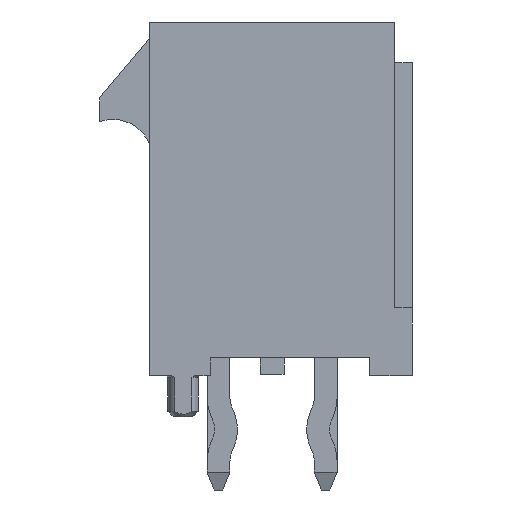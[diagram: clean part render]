
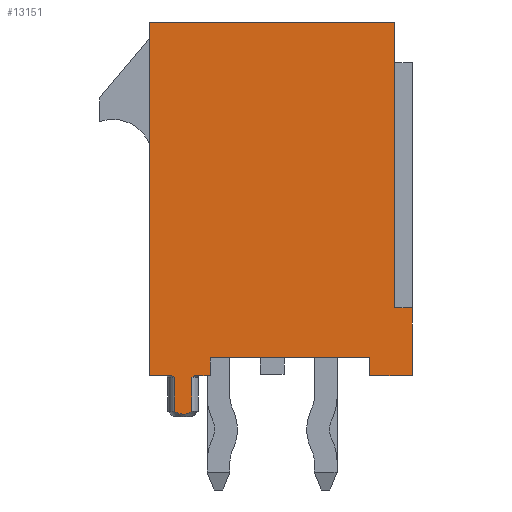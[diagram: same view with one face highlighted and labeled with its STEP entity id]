
A CAD part, front view. The second image highlights one B-rep face of the part: STEP entity #13151.
In plain terms, the highlighted planar face has unit normal (0, -1, 0).
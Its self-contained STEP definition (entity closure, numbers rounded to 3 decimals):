
#165=B_SPLINE_CURVE_WITH_KNOTS('',3,(#20058,#20059,#20060,#20061,#20062),
 .UNSPECIFIED.,.F.,.F.,(4,1,4),(0.,0.,0.001),
 .UNSPECIFIED.);
#166=B_SPLINE_CURVE_WITH_KNOTS('',3,(#20066,#20067,#20068,#20069),
 .UNSPECIFIED.,.F.,.F.,(4,4),(0.,0.),.UNSPECIFIED.);
#167=B_SPLINE_CURVE_WITH_KNOTS('',3,(#20076,#20077,#20078,#20079),
 .UNSPECIFIED.,.F.,.F.,(4,4),(0.,0.),.UNSPECIFIED.);
#2145=ORIENTED_EDGE('',*,*,#5410,.F.);
#2146=ORIENTED_EDGE('',*,*,#5411,.T.);
#2147=ORIENTED_EDGE('',*,*,#5412,.T.);
#2148=ORIENTED_EDGE('',*,*,#5413,.T.);
#2149=ORIENTED_EDGE('',*,*,#5035,.F.);
#2150=ORIENTED_EDGE('',*,*,#5414,.T.);
#2151=ORIENTED_EDGE('',*,*,#5312,.T.);
#2152=ORIENTED_EDGE('',*,*,#5415,.T.);
#2153=ORIENTED_EDGE('',*,*,#5401,.F.);
#2154=ORIENTED_EDGE('',*,*,#5416,.T.);
#2155=ORIENTED_EDGE('',*,*,#5417,.T.);
#2156=ORIENTED_EDGE('',*,*,#4832,.F.);
#2157=ORIENTED_EDGE('',*,*,#4907,.F.);
#2158=ORIENTED_EDGE('',*,*,#5418,.F.);
#2159=ORIENTED_EDGE('',*,*,#5041,.F.);
#2160=ORIENTED_EDGE('',*,*,#5419,.T.);
#4832=EDGE_CURVE('',#6658,#6659,#8020,.T.);
#4907=EDGE_CURVE('',#6720,#6658,#8095,.T.);
#5035=EDGE_CURVE('',#6847,#6848,#8223,.T.);
#5041=EDGE_CURVE('',#6853,#6854,#8227,.T.);
#5312=EDGE_CURVE('',#6978,#6977,#8498,.T.);
#5401=EDGE_CURVE('',#6991,#6992,#8587,.T.);
#5410=EDGE_CURVE('',#6997,#6998,#8596,.T.);
#5411=EDGE_CURVE('',#6997,#6999,#165,.T.);
#5412=EDGE_CURVE('',#6999,#7000,#8597,.T.);
#5413=EDGE_CURVE('',#7000,#6848,#166,.T.);
#5414=EDGE_CURVE('',#6847,#6978,#8598,.T.);
#5415=EDGE_CURVE('',#6977,#6992,#8599,.T.);
#5416=EDGE_CURVE('',#6991,#7001,#8600,.T.);
#5417=EDGE_CURVE('',#7001,#6659,#8601,.T.);
#5418=EDGE_CURVE('',#6854,#6720,#8602,.T.);
#5419=EDGE_CURVE('',#6853,#6998,#167,.T.);
#6658=VERTEX_POINT('',#18964);
#6659=VERTEX_POINT('',#18966);
#6720=VERTEX_POINT('',#19111);
#6847=VERTEX_POINT('',#19368);
#6848=VERTEX_POINT('',#19369);
#6853=VERTEX_POINT('',#19380);
#6854=VERTEX_POINT('',#19382);
#6977=VERTEX_POINT('',#19874);
#6978=VERTEX_POINT('',#19876);
#6991=VERTEX_POINT('',#20038);
#6992=VERTEX_POINT('',#20040);
#6997=VERTEX_POINT('',#20056);
#6998=VERTEX_POINT('',#20057);
#6999=VERTEX_POINT('',#20063);
#7000=VERTEX_POINT('',#20065);
#7001=VERTEX_POINT('',#20073);
#8020=LINE('',#18965,#9894);
#8095=LINE('',#19112,#9969);
#8223=LINE('',#19367,#10097);
#8227=LINE('',#19381,#10101);
#8498=LINE('',#19875,#10372);
#8587=LINE('',#20039,#10461);
#8596=LINE('',#20055,#10470);
#8597=LINE('',#20064,#10471);
#8598=LINE('',#20070,#10472);
#8599=LINE('',#20071,#10473);
#8600=LINE('',#20072,#10474);
#8601=LINE('',#20074,#10475);
#8602=LINE('',#20075,#10476);
#9894=VECTOR('',#15169,1000.);
#9969=VECTOR('',#15264,1000.);
#10097=VECTOR('',#15394,1000.);
#10101=VECTOR('',#15404,1000.);
#10372=VECTOR('',#15873,1000.);
#10461=VECTOR('',#16084,1000.);
#10470=VECTOR('',#16097,1000.);
#10471=VECTOR('',#16098,1000.);
#10472=VECTOR('',#16099,1000.);
#10473=VECTOR('',#16100,1000.);
#10474=VECTOR('',#16101,1000.);
#10475=VECTOR('',#16102,1000.);
#10476=VECTOR('',#16103,1000.);
#11279=EDGE_LOOP('',(#2145,#2146,#2147,#2148,#2149,#2150,#2151,#2152,#2153,
#2154,#2155,#2156,#2157,#2158,#2159,#2160));
#11935=FACE_BOUND('',#11279,.T.);
#12565=PLANE('',#13796);
#13151=ADVANCED_FACE('',(#11935),#12565,.F.);
#13796=AXIS2_PLACEMENT_3D('',#20054,#16095,#16096);
#15169=DIRECTION('',(0.,0.,-1.));
#15264=DIRECTION('',(1.,0.,0.));
#15394=DIRECTION('',(-1.,0.,0.));
#15404=DIRECTION('',(-1.,0.,0.));
#15873=DIRECTION('',(1.,0.,0.));
#16084=DIRECTION('',(-1.,0.,0.));
#16095=DIRECTION('',(0.,1.,0.));
#16096=DIRECTION('',(0.,0.,1.));
#16097=DIRECTION('',(0.,0.,1.));
#16098=DIRECTION('',(0.,0.,1.));
#16099=DIRECTION('',(0.,0.,1.));
#16100=DIRECTION('',(0.,0.,-1.));
#16101=DIRECTION('',(0.,0.,1.));
#16102=DIRECTION('',(-1.,0.,0.));
#16103=DIRECTION('',(0.,0.,1.));
#18964=CARTESIAN_POINT('',(3.43,-19.85,4.95));
#18965=CARTESIAN_POINT('',(3.43,-19.85,4.95));
#18966=CARTESIAN_POINT('',(3.43,-19.85,-3.05));
#19111=CARTESIAN_POINT('',(-3.43,-19.85,4.95));
#19112=CARTESIAN_POINT('',(-3.43,-19.85,4.95));
#19367=CARTESIAN_POINT('',(3.43,-19.85,-4.95));
#19368=CARTESIAN_POINT('',(-1.73,-19.85,-4.95));
#19369=CARTESIAN_POINT('',(-2.169,-19.85,-4.95));
#19380=CARTESIAN_POINT('',(-2.811,-19.85,-4.95));
#19381=CARTESIAN_POINT('',(3.43,-19.85,-4.95));
#19382=CARTESIAN_POINT('',(-3.43,-19.85,-4.95));
#19874=CARTESIAN_POINT('',(2.73,-19.85,-4.45));
#19875=CARTESIAN_POINT('',(-2.73,-19.85,-4.45));
#19876=CARTESIAN_POINT('',(-1.73,-19.85,-4.45));
#20038=CARTESIAN_POINT('',(3.93,-19.85,-4.95));
#20039=CARTESIAN_POINT('',(3.43,-19.85,-4.95));
#20040=CARTESIAN_POINT('',(2.73,-19.85,-4.95));
#20054=CARTESIAN_POINT('',(0.,-19.85,0.));
#20055=CARTESIAN_POINT('',(-2.731,-19.85,-6.1));
#20056=CARTESIAN_POINT('',(-2.731,-19.85,-5.95));
#20057=CARTESIAN_POINT('',(-2.731,-19.85,-5.));
#20058=CARTESIAN_POINT('',(-2.731,-19.85,-5.95));
#20059=CARTESIAN_POINT('',(-2.657,-19.85,-5.992));
#20060=CARTESIAN_POINT('',(-2.491,-19.85,-6.058));
#20061=CARTESIAN_POINT('',(-2.323,-19.85,-5.992));
#20062=CARTESIAN_POINT('',(-2.249,-19.85,-5.95));
#20063=CARTESIAN_POINT('',(-2.249,-19.85,-5.95));
#20064=CARTESIAN_POINT('',(-2.249,-19.85,-6.1));
#20065=CARTESIAN_POINT('',(-2.249,-19.85,-5.));
#20066=CARTESIAN_POINT('',(-2.249,-19.85,-5.));
#20067=CARTESIAN_POINT('',(-2.222,-19.85,-4.984));
#20068=CARTESIAN_POINT('',(-2.195,-19.85,-4.968));
#20069=CARTESIAN_POINT('',(-2.169,-19.85,-4.95));
#20070=CARTESIAN_POINT('',(-1.73,-19.85,-4.95));
#20071=CARTESIAN_POINT('',(2.73,-19.85,-4.45));
#20072=CARTESIAN_POINT('',(3.93,-19.85,-4.95));
#20073=CARTESIAN_POINT('',(3.93,-19.85,-3.05));
#20074=CARTESIAN_POINT('',(3.93,-19.85,-3.05));
#20075=CARTESIAN_POINT('',(-3.43,-19.85,-4.95));
#20076=CARTESIAN_POINT('',(-2.811,-19.85,-4.95));
#20077=CARTESIAN_POINT('',(-2.785,-19.85,-4.968));
#20078=CARTESIAN_POINT('',(-2.758,-19.85,-4.984));
#20079=CARTESIAN_POINT('',(-2.731,-19.85,-5.));
